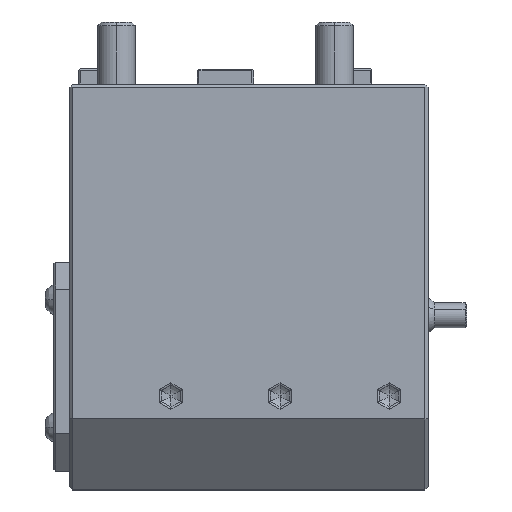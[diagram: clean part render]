
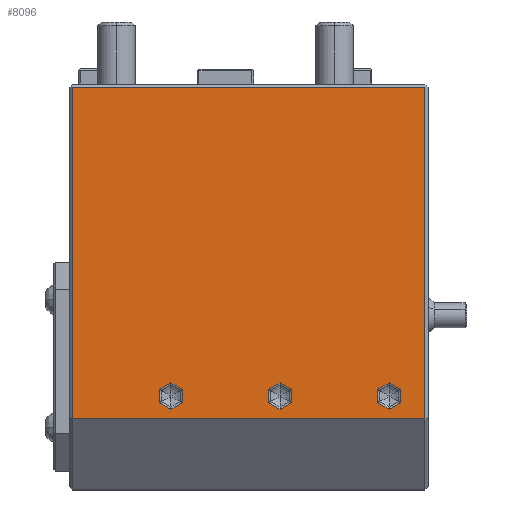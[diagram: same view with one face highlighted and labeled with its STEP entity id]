
A CAD part, top view. The second image highlights one B-rep face of the part: STEP entity #8096.
In plain terms, the highlighted planar face has unit normal (0, 0, 1).
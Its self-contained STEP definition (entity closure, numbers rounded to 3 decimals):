
#1251=DIRECTION('',(0.,1.,0.));
#1252=VECTOR('',#1251,106.357);
#1253=CARTESIAN_POINT('',(64.,-107.357,47.5));
#1254=LINE('',#1253,#1252);
#1255=DIRECTION('',(-1.,0.,0.));
#1256=VECTOR('',#1255,113.);
#1257=CARTESIAN_POINT('',(64.,-107.357,47.5));
#1258=LINE('',#1257,#1256);
#1259=DIRECTION('',(0.,1.,0.));
#1260=VECTOR('',#1259,106.357);
#1261=CARTESIAN_POINT('',(-49.,-107.357,47.5));
#1262=LINE('',#1261,#1260);
#1263=DIRECTION('',(1.,0.,0.));
#1264=VECTOR('',#1263,113.);
#1265=CARTESIAN_POINT('',(-49.,-1.,47.5));
#1266=LINE('',#1265,#1264);
#1267=DIRECTION('',(0.,1.,0.));
#1268=VECTOR('',#1267,4.219);
#1269=CARTESIAN_POINT('',(-13.846,-102.11,47.5));
#1270=LINE('',#1269,#1268);
#1296=DIRECTION('',(0.866,0.5,0.));
#1297=VECTOR('',#1296,4.219);
#1298=CARTESIAN_POINT('',(-17.5,-104.219,47.5));
#1299=LINE('',#1298,#1297);
#1304=DIRECTION('',(0.866,-0.5,0.));
#1305=VECTOR('',#1304,4.219);
#1306=CARTESIAN_POINT('',(-21.154,-102.11,47.5));
#1307=LINE('',#1306,#1305);
#1354=DIRECTION('',(0.,-1.,0.));
#1355=VECTOR('',#1354,4.219);
#1356=CARTESIAN_POINT('',(-21.154,-97.89,47.5));
#1357=LINE('',#1356,#1355);
#1383=DIRECTION('',(-0.866,-0.5,0.));
#1384=VECTOR('',#1383,4.219);
#1385=CARTESIAN_POINT('',(-17.5,-95.781,47.5));
#1386=LINE('',#1385,#1384);
#1412=DIRECTION('',(-0.866,0.5,0.));
#1413=VECTOR('',#1412,4.219);
#1414=CARTESIAN_POINT('',(-13.846,-97.89,47.5));
#1415=LINE('',#1414,#1413);
#1519=DIRECTION('',(0.,1.,0.));
#1520=VECTOR('',#1519,4.219);
#1521=CARTESIAN_POINT('',(21.154,-102.11,47.5));
#1522=LINE('',#1521,#1520);
#1548=DIRECTION('',(0.866,0.5,0.));
#1549=VECTOR('',#1548,4.219);
#1550=CARTESIAN_POINT('',(17.5,-104.219,47.5));
#1551=LINE('',#1550,#1549);
#1556=DIRECTION('',(0.866,-0.5,0.));
#1557=VECTOR('',#1556,4.219);
#1558=CARTESIAN_POINT('',(13.846,-102.11,47.5));
#1559=LINE('',#1558,#1557);
#1606=DIRECTION('',(0.,-1.,0.));
#1607=VECTOR('',#1606,4.219);
#1608=CARTESIAN_POINT('',(13.846,-97.89,47.5));
#1609=LINE('',#1608,#1607);
#1635=DIRECTION('',(-0.866,-0.5,0.));
#1636=VECTOR('',#1635,4.219);
#1637=CARTESIAN_POINT('',(17.5,-95.781,47.5));
#1638=LINE('',#1637,#1636);
#1664=DIRECTION('',(-0.866,0.5,0.));
#1665=VECTOR('',#1664,4.219);
#1666=CARTESIAN_POINT('',(21.154,-97.89,47.5));
#1667=LINE('',#1666,#1665);
#1771=DIRECTION('',(0.,1.,0.));
#1772=VECTOR('',#1771,4.219);
#1773=CARTESIAN_POINT('',(56.154,-102.11,47.5));
#1774=LINE('',#1773,#1772);
#1800=DIRECTION('',(0.866,0.5,0.));
#1801=VECTOR('',#1800,4.219);
#1802=CARTESIAN_POINT('',(52.5,-104.219,47.5));
#1803=LINE('',#1802,#1801);
#1808=DIRECTION('',(0.866,-0.5,0.));
#1809=VECTOR('',#1808,4.219);
#1810=CARTESIAN_POINT('',(48.846,-102.11,47.5));
#1811=LINE('',#1810,#1809);
#1858=DIRECTION('',(0.,-1.,0.));
#1859=VECTOR('',#1858,4.219);
#1860=CARTESIAN_POINT('',(48.846,-97.89,47.5));
#1861=LINE('',#1860,#1859);
#1887=DIRECTION('',(-0.866,-0.5,0.));
#1888=VECTOR('',#1887,4.219);
#1889=CARTESIAN_POINT('',(52.5,-95.781,47.5));
#1890=LINE('',#1889,#1888);
#1916=DIRECTION('',(-0.866,0.5,0.));
#1917=VECTOR('',#1916,4.219);
#1918=CARTESIAN_POINT('',(56.154,-97.89,47.5));
#1919=LINE('',#1918,#1917);
#5825=CARTESIAN_POINT('',(64.,-107.357,47.5));
#5826=CARTESIAN_POINT('',(64.,-1.,47.5));
#5827=VERTEX_POINT('',#5825);
#5828=VERTEX_POINT('',#5826);
#5839=CARTESIAN_POINT('',(-49.,-107.357,47.5));
#5840=VERTEX_POINT('',#5839);
#5849=CARTESIAN_POINT('',(-49.,-1.,47.5));
#5850=VERTEX_POINT('',#5849);
#6429=CARTESIAN_POINT('',(52.5,-104.219,47.5));
#6430=CARTESIAN_POINT('',(56.154,-102.11,47.5));
#6431=VERTEX_POINT('',#6429);
#6432=VERTEX_POINT('',#6430);
#6437=CARTESIAN_POINT('',(56.154,-97.89,47.5));
#6438=VERTEX_POINT('',#6437);
#6441=CARTESIAN_POINT('',(52.5,-95.781,47.5));
#6442=VERTEX_POINT('',#6441);
#6445=CARTESIAN_POINT('',(48.846,-97.89,47.5));
#6446=VERTEX_POINT('',#6445);
#6449=CARTESIAN_POINT('',(48.846,-102.11,47.5));
#6450=VERTEX_POINT('',#6449);
#6519=CARTESIAN_POINT('',(17.5,-104.219,47.5));
#6520=CARTESIAN_POINT('',(21.154,-102.11,47.5));
#6521=VERTEX_POINT('',#6519);
#6522=VERTEX_POINT('',#6520);
#6527=CARTESIAN_POINT('',(21.154,-97.89,47.5));
#6528=VERTEX_POINT('',#6527);
#6531=CARTESIAN_POINT('',(17.5,-95.781,47.5));
#6532=VERTEX_POINT('',#6531);
#6535=CARTESIAN_POINT('',(13.846,-97.89,47.5));
#6536=VERTEX_POINT('',#6535);
#6539=CARTESIAN_POINT('',(13.846,-102.11,47.5));
#6540=VERTEX_POINT('',#6539);
#6654=CARTESIAN_POINT('',(-17.5,-104.219,47.5));
#6655=CARTESIAN_POINT('',(-13.846,-102.11,47.5));
#6656=VERTEX_POINT('',#6654);
#6657=VERTEX_POINT('',#6655);
#6662=CARTESIAN_POINT('',(-13.846,-97.89,47.5));
#6663=VERTEX_POINT('',#6662);
#6666=CARTESIAN_POINT('',(-17.5,-95.781,47.5));
#6667=VERTEX_POINT('',#6666);
#6670=CARTESIAN_POINT('',(-21.154,-97.89,47.5));
#6671=VERTEX_POINT('',#6670);
#6674=CARTESIAN_POINT('',(-21.154,-102.11,47.5));
#6675=VERTEX_POINT('',#6674);
#8043=CARTESIAN_POINT('',(65.,0.,47.5));
#8044=DIRECTION('',(0.,0.,1.));
#8045=DIRECTION('',(-1.,0.,0.));
#8046=AXIS2_PLACEMENT_3D('',#8043,#8044,#8045);
#8047=PLANE('',#8046);
#8048=ORIENTED_EDGE('',*,*,#7928,.F.);
#8049=ORIENTED_EDGE('',*,*,#7957,.T.);
#8050=ORIENTED_EDGE('',*,*,#8034,.T.);
#8051=ORIENTED_EDGE('',*,*,#7894,.T.);
#8052=EDGE_LOOP('',(#8048,#8049,#8050,#8051));
#8053=FACE_OUTER_BOUND('',#8052,.F.);
#8055=ORIENTED_EDGE('',*,*,#8054,.T.);
#8057=ORIENTED_EDGE('',*,*,#8056,.T.);
#8059=ORIENTED_EDGE('',*,*,#8058,.T.);
#8061=ORIENTED_EDGE('',*,*,#8060,.T.);
#8063=ORIENTED_EDGE('',*,*,#8062,.T.);
#8065=ORIENTED_EDGE('',*,*,#8064,.T.);
#8066=EDGE_LOOP('',(#8055,#8057,#8059,#8061,#8063,#8065));
#8067=FACE_BOUND('',#8066,.F.);
#8069=ORIENTED_EDGE('',*,*,#8068,.T.);
#8071=ORIENTED_EDGE('',*,*,#8070,.T.);
#8073=ORIENTED_EDGE('',*,*,#8072,.T.);
#8075=ORIENTED_EDGE('',*,*,#8074,.T.);
#8077=ORIENTED_EDGE('',*,*,#8076,.T.);
#8079=ORIENTED_EDGE('',*,*,#8078,.T.);
#8080=EDGE_LOOP('',(#8069,#8071,#8073,#8075,#8077,#8079));
#8081=FACE_BOUND('',#8080,.F.);
#8083=ORIENTED_EDGE('',*,*,#8082,.T.);
#8085=ORIENTED_EDGE('',*,*,#8084,.T.);
#8087=ORIENTED_EDGE('',*,*,#8086,.T.);
#8089=ORIENTED_EDGE('',*,*,#8088,.T.);
#8091=ORIENTED_EDGE('',*,*,#8090,.T.);
#8093=ORIENTED_EDGE('',*,*,#8092,.T.);
#8094=EDGE_LOOP('',(#8083,#8085,#8087,#8089,#8091,#8093));
#8095=FACE_BOUND('',#8094,.F.);
#7894=EDGE_CURVE('',#5850,#5828,#1266,.T.);
#7928=EDGE_CURVE('',#5827,#5828,#1254,.T.);
#7957=EDGE_CURVE('',#5827,#5840,#1258,.T.);
#8034=EDGE_CURVE('',#5840,#5850,#1262,.T.);
#8054=EDGE_CURVE('',#6657,#6663,#1270,.T.);
#8056=EDGE_CURVE('',#6663,#6667,#1415,.T.);
#8058=EDGE_CURVE('',#6667,#6671,#1386,.T.);
#8060=EDGE_CURVE('',#6671,#6675,#1357,.T.);
#8062=EDGE_CURVE('',#6675,#6656,#1307,.T.);
#8064=EDGE_CURVE('',#6656,#6657,#1299,.T.);
#8068=EDGE_CURVE('',#6522,#6528,#1522,.T.);
#8070=EDGE_CURVE('',#6528,#6532,#1667,.T.);
#8072=EDGE_CURVE('',#6532,#6536,#1638,.T.);
#8074=EDGE_CURVE('',#6536,#6540,#1609,.T.);
#8076=EDGE_CURVE('',#6540,#6521,#1559,.T.);
#8078=EDGE_CURVE('',#6521,#6522,#1551,.T.);
#8082=EDGE_CURVE('',#6432,#6438,#1774,.T.);
#8084=EDGE_CURVE('',#6438,#6442,#1919,.T.);
#8086=EDGE_CURVE('',#6442,#6446,#1890,.T.);
#8088=EDGE_CURVE('',#6446,#6450,#1861,.T.);
#8090=EDGE_CURVE('',#6450,#6431,#1811,.T.);
#8092=EDGE_CURVE('',#6431,#6432,#1803,.T.);
#8096=ADVANCED_FACE('',(#8053,#8067,#8081,#8095),#8047,.T.);
